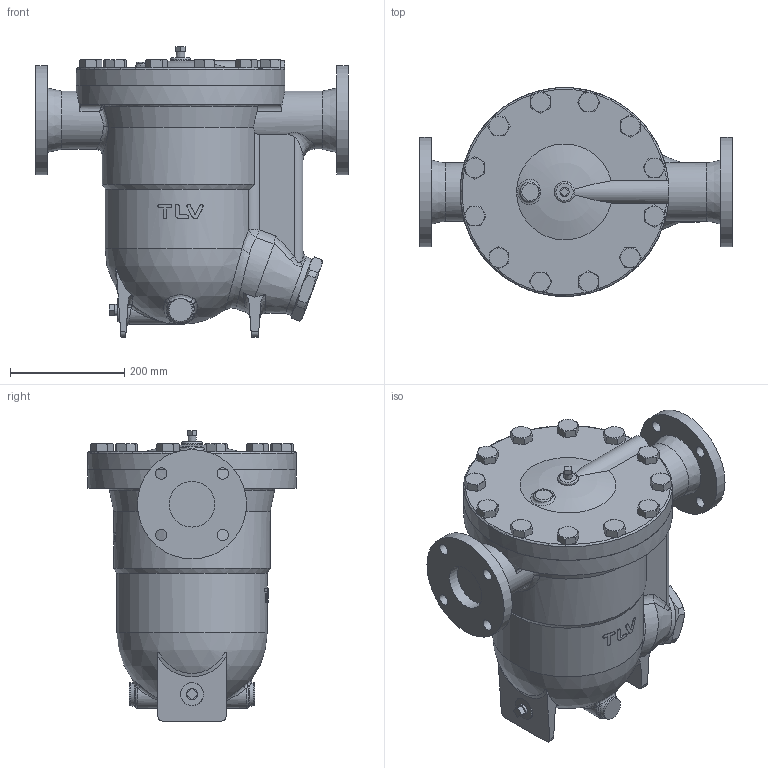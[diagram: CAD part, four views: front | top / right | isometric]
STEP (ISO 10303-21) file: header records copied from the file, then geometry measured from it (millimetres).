
FILE_DESCRIPTION((''),'2;1');
FILE_NAME('j8x00-080-a0125-00.stp','2010-06-10T08:35:49',('nakaot'),(''),'Autodesk Inventor 2008','Autodesk Inventor 2008','');
FILE_SCHEMA(('AUTOMOTIVE_DESIGN { 1 0 10303 214 1 1 1 1 }'));
Length unit declared in the file: millimetre
Products named in the file (1): j8x00-080-a0125-00
Bounding box: 546 x 365 x 508 mm (x, y, z)
Volume: 32347254.8 mm3; surface area: 1001836.9 mm2
Topology: 1 solids, 1 shells, 450 faces, 1105 edges, 682 vertices
Faces by surface type: plane 188, bspline 95, cone 95, cylinder 65, torus 5, sphere 2
Full cylindrical faces by diameter (mm): 22 x20, 36 x1, 40 x3, 80 x2, 102 x2, 105.048 x1, 191 x2, 250 x1, 365 x2
Entity records: 27795 total; most frequent: CARTESIAN_POINT 18609, ORIENTED_EDGE 1986, DIRECTION 1674, EDGE_CURVE 993, AXIS2_PLACEMENT_3D 689, VERTEX_POINT 647, EDGE_LOOP 592, FACE_OUTER_BOUND 450
